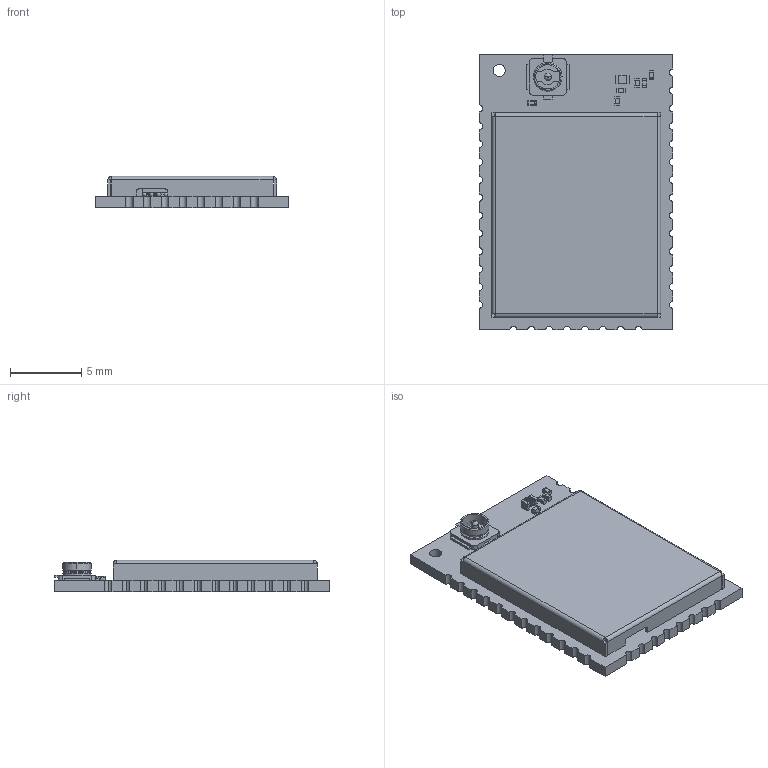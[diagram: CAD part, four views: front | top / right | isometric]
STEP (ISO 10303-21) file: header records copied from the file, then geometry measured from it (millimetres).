
FILE_DESCRIPTION(('Open CASCADE Model'),'2;1');
FILE_NAME('Open CASCADE Shape Model','2024-10-30T08:49:25',('Author'),( 'Open CASCADE'),'Open CASCADE STEP processor 7.5','Open CASCADE 7.5' ,'Unknown');
FILE_SCHEMA(('AUTOMOTIVE_DESIGN { 1 0 10303 214 1 1 1 1 }'));
Length unit declared in the file: millimetre
Products named in the file (96): PCB; Board; Open CASCADE STEP translator 7.5 3.1.1; R7; User Library-Resistors0201; C14; User Library-CapacitorCap0201; C13; C12; R6; C4; R16; L11; 0402 Ferrite bead; C48; C47; Y1; User Library-NT2016SA-END4910A-48MHZ Crystal (NDK); C34; L7; Y2; User Library-TXC 9HT11 v1; U3; BGS125N6; U2; User Library-W25X05CLUXIG; Part_496; Part_525; Part_553; Part_581; Part_609; Part_637; Part_665; Part_740; Part_739; Part_18370; U1; 7062282592; R15; R8 ...
Assembly tree (147 placements, depth 4):
  PCB
    Board
      Open CASCADE STEP translator 7.5 3.1.1
    R7
      User Library-Resistors0201
    C14
      User Library-CapacitorCap0201
    C13
      User Library-CapacitorCap0201
    C12
      User Library-CapacitorCap0201
    R6
      User Library-Resistors0201
    C4
      User Library-CapacitorCap0201
    R16
      User Library-Resistors0201
    L11
      0402 Ferrite bead
    C48
      User Library-CapacitorCap0201
    C47
      User Library-CapacitorCap0201
    Y1
      User Library-NT2016SA-END4910A-48MHZ Crystal (NDK)
    C34
      User Library-CapacitorCap0201
    L7
      User Library-Resistors0201
    Y2
      User Library-TXC 9HT11 v1
    U3
      BGS125N6
    U2
      User Library-W25X05CLUXIG
        Part_496
        Part_525
        Part_553
        Part_581
        Part_609
        Part_637
        Part_665
        Part_740
        Part_739
        Part_18370
    U1
      7062282592
    R15
      User Library-Resistors0201
    R8
      User Library-Resistors0201
    R5
      User Library-Resistors0201
    R3
      User Library-Resistors0201
    R2
      User Library-Resistors0201
    L10
      LQP03TNxx
        term1
Bounding box: 13.55 x 19.3 x 2.2 mm (x, y, z)
Volume: 271.9 mm3; surface area: 1316.3 mm2
Topology: 294 solids, 300 shells, 2948 faces, 7051 edges, 4280 vertices
Faces by surface type: plane 1471, cylinder 654, sphere 290, torus 264, bspline 259, cone 8, revolution 2
Full cylindrical faces by diameter (mm): 0.257 x1, 0.85 x2
Entity records: 46370 total; most frequent: CARTESIAN_POINT 9579, DIRECTION 5717, ORIENTED_EDGE 5604, EDGE_CURVE 2803, AXIS2_PLACEMENT_3D 1977, VERTEX_POINT 1938, LINE 1761, VECTOR 1761
